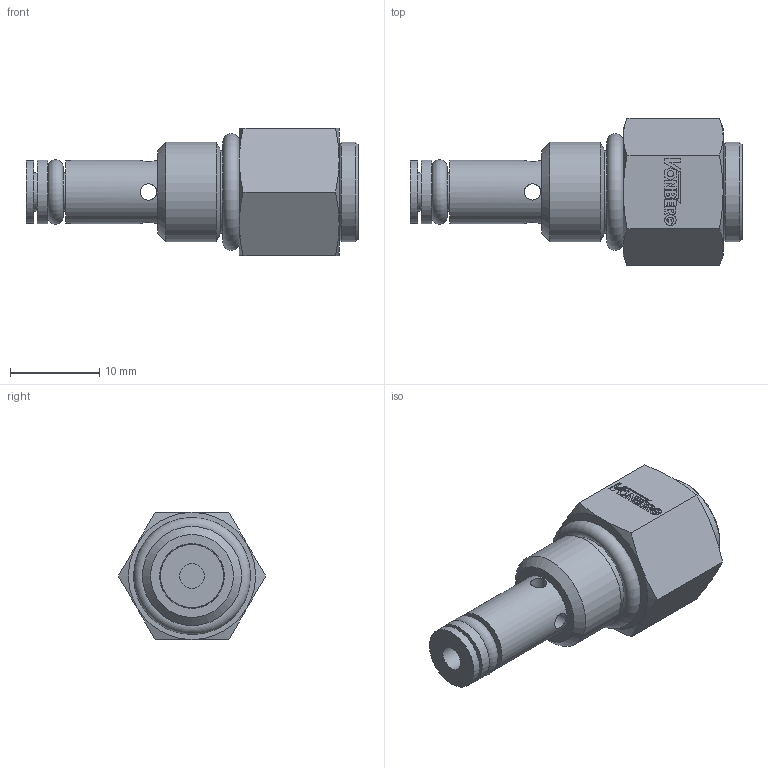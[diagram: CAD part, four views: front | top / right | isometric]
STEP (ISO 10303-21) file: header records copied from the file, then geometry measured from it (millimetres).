
FILE_DESCRIPTION((''),'2;1');
FILE_NAME('1804.stp','2015-01-05T12:55:11',('jml'),(''),'Autodesk Inventor 2010','Autodesk Inventor 2010','');
FILE_SCHEMA(('AUTOMOTIVE_DESIGN { 1 0 10303 214 1 1 1 1 }'));
Length unit declared in the file: inch
Products named in the file (6): 1804; 221550; 990316; 007 O-RING; 007 BACKUP; 904 O-RING
Assembly tree (5 placements, depth 2):
  1804
    221550
    990316
    007 O-RING
    007 BACKUP
    904 O-RING
Bounding box: 37.16 x 16.48 x 14.27 mm (x, y, z)
Volume: 3342.1 mm3; surface area: 3002.1 mm2
Topology: 5 solids, 6 shells, 160 faces, 394 edges, 257 vertices
Faces by surface type: plane 107, cylinder 34, cone 14, torus 5
Full cylindrical faces by diameter (mm): 0.696 x1, 1.829 x4, 2.769 x1, 3.175 x2, 4.115 x1, 4.318 x1, 6.401 x2, 6.782 x1, 7.061 x2, 7.112 x1, 7.925 x1, 9.296 x1, 11.1 x1, 11.125 x1
Entity records: 4942 total; most frequent: CARTESIAN_POINT 1069, DIRECTION 735, ORIENTED_EDGE 684, EDGE_CURVE 342, AXIS2_PLACEMENT_3D 254, VERTEX_POINT 244, EDGE_LOOP 229, VECTOR 227
